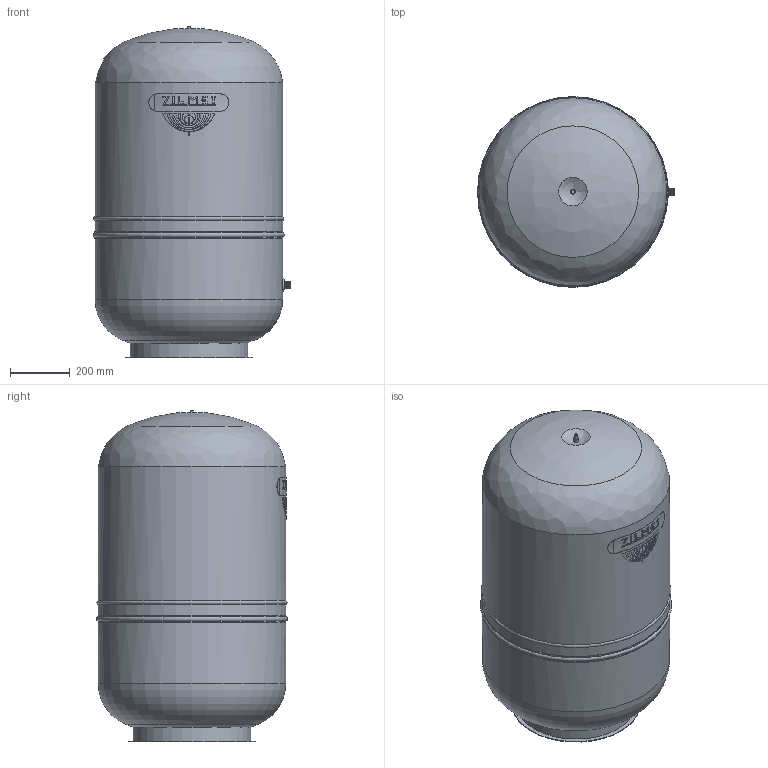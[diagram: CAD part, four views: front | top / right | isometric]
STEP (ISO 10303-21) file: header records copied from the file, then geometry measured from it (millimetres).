
FILE_DESCRIPTION(/* description */ (''),/* implementation_level */ '2;1');
FILE_NAME(/* name */ '08_CAL-PRO 300L 6bar_13000300001.stp',/* time_stamp */ '2019-08-22T11:14:45+03:00',/* author */ ('shkarinov'),/* organization */ (''),/* preprocessor_version */ 'ST-DEVELOPER v16.5',/* originating_system */ 'Autodesk Inventor 2017',/* authorisation */ '');
FILE_SCHEMA (('AUTOMOTIVE_DESIGN { 1 0 10303 214 3 1 1 }'));
Length unit declared in the file: inch
Products named in the file (1): 08_CAL-PRO 300L 6bar_13000300001
Bounding box: 661.85 x 640.83 x 1113.27 mm (x, y, z)
Volume: 305610951.8 mm3; surface area: 2654794.2 mm2
Topology: 3 solids, 4 shells, 188 faces, 493 edges, 321 vertices
Faces by surface type: plane 88, cylinder 69, torus 22, bspline 7, cone 2
Full cylindrical faces by diameter (mm): 12 x1, 17 x1, 20 x1, 391.01 x1, 395.01 x1, 425.01 x1, 630 x1, 630.991 x3
Entity records: 7646 total; most frequent: CARTESIAN_POINT 3053, ORIENTED_EDGE 908, DIRECTION 853, EDGE_CURVE 453, AXIS2_PLACEMENT_3D 327, VERTEX_POINT 316, EDGE_LOOP 238, LINE 199
